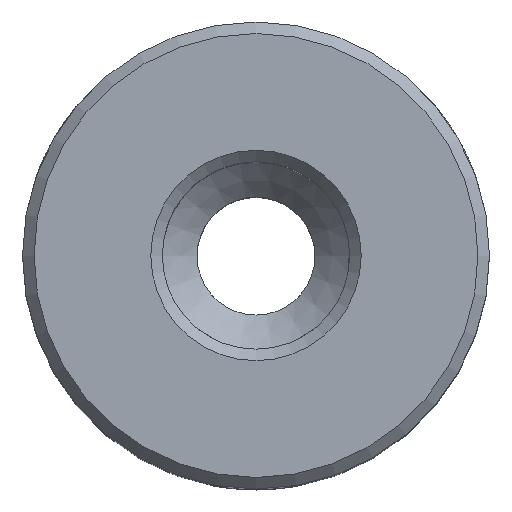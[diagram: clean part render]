
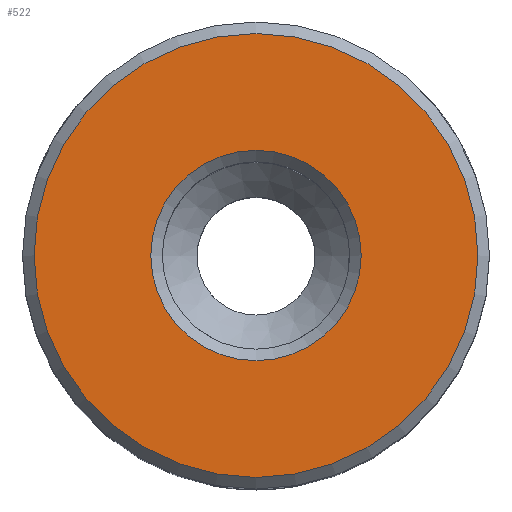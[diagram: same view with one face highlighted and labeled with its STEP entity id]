
A CAD part, top view. The second image highlights one B-rep face of the part: STEP entity #522.
In plain terms, the highlighted planar face has unit normal (0, 0, 1).
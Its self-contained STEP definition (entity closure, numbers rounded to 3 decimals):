
#15=PLANE('',#559);
#33=FACE_BOUND('',#116,.T.);
#41=CIRCLE('',#558,9.6);
#42=CIRCLE('',#560,4.55);
#76=FACE_OUTER_BOUND('',#115,.T.);
#115=EDGE_LOOP('',(#468));
#116=EDGE_LOOP('',(#469));
#259=VERTEX_POINT('',#2617);
#260=VERTEX_POINT('',#2621);
#329=EDGE_CURVE('',#259,#259,#41,.T.);
#331=EDGE_CURVE('',#260,#260,#42,.T.);
#468=ORIENTED_EDGE('',*,*,#329,.F.);
#469=ORIENTED_EDGE('',*,*,#331,.F.);
#522=ADVANCED_FACE('',(#76,#33),#15,.T.);
#558=AXIS2_PLACEMENT_3D('',#2618,#624,#625);
#559=AXIS2_PLACEMENT_3D('',#2620,#627,#628);
#560=AXIS2_PLACEMENT_3D('',#2622,#629,#630);
#624=DIRECTION('center_axis',(0.,0.,-1.));
#625=DIRECTION('ref_axis',(1.,0.,0.));
#627=DIRECTION('center_axis',(0.,0.,1.));
#628=DIRECTION('ref_axis',(1.,0.,0.));
#629=DIRECTION('center_axis',(0.,0.,1.));
#630=DIRECTION('ref_axis',(1.,0.,0.));
#2617=CARTESIAN_POINT('',(-9.6,0.,12.5));
#2618=CARTESIAN_POINT('Origin',(0.,0.,12.5));
#2620=CARTESIAN_POINT('Origin',(0.,0.,12.5));
#2621=CARTESIAN_POINT('',(-4.55,0.,12.5));
#2622=CARTESIAN_POINT('Origin',(0.,0.,12.5));
